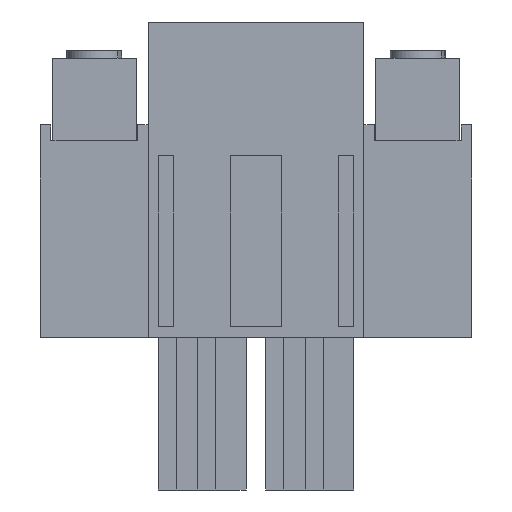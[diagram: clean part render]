
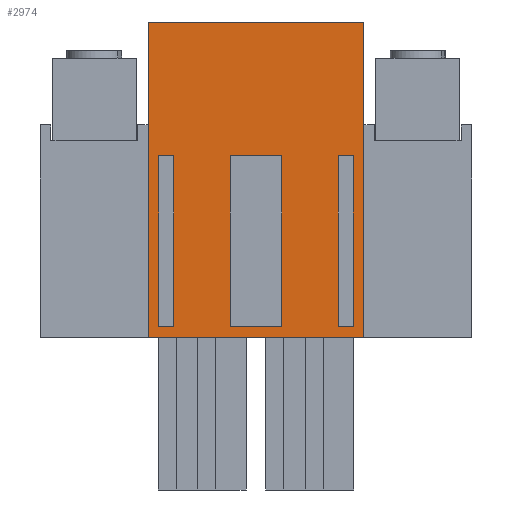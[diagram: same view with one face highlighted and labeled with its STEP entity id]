
A CAD part, front view. The second image highlights one B-rep face of the part: STEP entity #2974.
In plain terms, the highlighted planar face has unit normal (0, -1, 0).
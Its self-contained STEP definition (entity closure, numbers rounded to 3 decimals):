
#2852=AXIS2_PLACEMENT_3D('Plane Axis2P3D',#2849,#2850,#2851) ;
#1914=CARTESIAN_POINT('Vertex',(30.48,0.,14.4)) ;
#1917=CARTESIAN_POINT('Line Origine',(20.32,0.,14.4)) ;
#1921=CARTESIAN_POINT('Vertex',(10.16,0.,14.4)) ;
#2608=CARTESIAN_POINT('Vertex',(30.48,0.,44.1)) ;
#2611=CARTESIAN_POINT('Line Origine',(30.48,0.,29.25)) ;
#2849=CARTESIAN_POINT('Axis2P3D Location',(10.16,0.,44.1)) ;
#2854=CARTESIAN_POINT('Line Origine',(10.16,0.,29.25)) ;
#2858=CARTESIAN_POINT('Vertex',(10.16,0.,44.1)) ;
#2861=CARTESIAN_POINT('Line Origine',(20.32,0.,44.1)) ;
#2872=CARTESIAN_POINT('Line Origine',(29.48,0.,23.45)) ;
#2876=CARTESIAN_POINT('Vertex',(29.48,0.,15.4)) ;
#2878=CARTESIAN_POINT('Vertex',(29.48,0.,31.5)) ;
#2881=CARTESIAN_POINT('Line Origine',(28.765,0.,15.4)) ;
#2885=CARTESIAN_POINT('Vertex',(28.05,0.,15.4)) ;
#2888=CARTESIAN_POINT('Line Origine',(28.05,0.,23.45)) ;
#2892=CARTESIAN_POINT('Vertex',(28.05,0.,31.5)) ;
#2895=CARTESIAN_POINT('Line Origine',(28.765,0.,31.5)) ;
#2906=CARTESIAN_POINT('Line Origine',(22.75,0.,23.45)) ;
#2910=CARTESIAN_POINT('Vertex',(22.75,0.,15.4)) ;
#2912=CARTESIAN_POINT('Vertex',(22.75,0.,31.5)) ;
#2915=CARTESIAN_POINT('Line Origine',(20.32,0.,15.4)) ;
#2919=CARTESIAN_POINT('Vertex',(17.89,0.,15.4)) ;
#2922=CARTESIAN_POINT('Line Origine',(17.89,0.,23.45)) ;
#2926=CARTESIAN_POINT('Vertex',(17.89,0.,31.5)) ;
#2929=CARTESIAN_POINT('Line Origine',(20.32,0.,31.5)) ;
#2940=CARTESIAN_POINT('Line Origine',(12.59,0.,23.45)) ;
#2944=CARTESIAN_POINT('Vertex',(12.59,0.,15.4)) ;
#2946=CARTESIAN_POINT('Vertex',(12.59,0.,31.5)) ;
#2949=CARTESIAN_POINT('Line Origine',(11.875,0.,15.4)) ;
#2953=CARTESIAN_POINT('Vertex',(11.16,0.,15.4)) ;
#2956=CARTESIAN_POINT('Line Origine',(11.16,0.,23.45)) ;
#2960=CARTESIAN_POINT('Vertex',(11.16,0.,31.5)) ;
#2963=CARTESIAN_POINT('Line Origine',(11.875,0.,31.5)) ;
#1918=DIRECTION('Vector Direction',(1.,0.,0.)) ;
#2612=DIRECTION('Vector Direction',(0.,0.,-1.)) ;
#2850=DIRECTION('Axis2P3D Direction',(0.,-1.,0.)) ;
#2851=DIRECTION('Axis2P3D XDirection',(0.,0.,-1.)) ;
#2855=DIRECTION('Vector Direction',(0.,0.,-1.)) ;
#2862=DIRECTION('Vector Direction',(1.,0.,0.)) ;
#2873=DIRECTION('Vector Direction',(0.,0.,-1.)) ;
#2882=DIRECTION('Vector Direction',(-1.,0.,0.)) ;
#2889=DIRECTION('Vector Direction',(0.,0.,1.)) ;
#2896=DIRECTION('Vector Direction',(1.,0.,0.)) ;
#2907=DIRECTION('Vector Direction',(0.,0.,1.)) ;
#2916=DIRECTION('Vector Direction',(-1.,0.,0.)) ;
#2923=DIRECTION('Vector Direction',(0.,0.,-1.)) ;
#2930=DIRECTION('Vector Direction',(-1.,0.,0.)) ;
#2941=DIRECTION('Vector Direction',(0.,0.,1.)) ;
#2950=DIRECTION('Vector Direction',(1.,0.,0.)) ;
#2957=DIRECTION('Vector Direction',(0.,0.,1.)) ;
#2964=DIRECTION('Vector Direction',(1.,0.,0.)) ;
#1919=VECTOR('Line Direction',#1918,1.) ;
#2613=VECTOR('Line Direction',#2612,1.) ;
#2856=VECTOR('Line Direction',#2855,1.) ;
#2863=VECTOR('Line Direction',#2862,1.) ;
#2874=VECTOR('Line Direction',#2873,1.) ;
#2883=VECTOR('Line Direction',#2882,1.) ;
#2890=VECTOR('Line Direction',#2889,1.) ;
#2897=VECTOR('Line Direction',#2896,1.) ;
#2908=VECTOR('Line Direction',#2907,1.) ;
#2917=VECTOR('Line Direction',#2916,1.) ;
#2924=VECTOR('Line Direction',#2923,1.) ;
#2931=VECTOR('Line Direction',#2930,1.) ;
#2942=VECTOR('Line Direction',#2941,1.) ;
#2951=VECTOR('Line Direction',#2950,1.) ;
#2958=VECTOR('Line Direction',#2957,1.) ;
#2965=VECTOR('Line Direction',#2964,1.) ;
#2867=ORIENTED_EDGE('',*,*,#2860,.F.) ;
#2868=ORIENTED_EDGE('',*,*,#1923,.T.) ;
#2869=ORIENTED_EDGE('',*,*,#2615,.F.) ;
#2870=ORIENTED_EDGE('',*,*,#2865,.F.) ;
#2901=ORIENTED_EDGE('',*,*,#2880,.F.) ;
#2902=ORIENTED_EDGE('',*,*,#2887,.F.) ;
#2903=ORIENTED_EDGE('',*,*,#2894,.F.) ;
#2904=ORIENTED_EDGE('',*,*,#2899,.F.) ;
#2935=ORIENTED_EDGE('',*,*,#2914,.F.) ;
#2936=ORIENTED_EDGE('',*,*,#2921,.F.) ;
#2937=ORIENTED_EDGE('',*,*,#2928,.F.) ;
#2938=ORIENTED_EDGE('',*,*,#2933,.F.) ;
#2969=ORIENTED_EDGE('',*,*,#2948,.F.) ;
#2970=ORIENTED_EDGE('',*,*,#2955,.F.) ;
#2971=ORIENTED_EDGE('',*,*,#2962,.F.) ;
#2972=ORIENTED_EDGE('',*,*,#2967,.F.) ;
#2905=FACE_BOUND('',#2900,.T.) ;
#2939=FACE_BOUND('',#2934,.T.) ;
#2973=FACE_BOUND('',#2968,.T.) ;
#2974=ADVANCED_FACE('HOUSING.2',(#2871,#2905,#2939,#2973),#2853,.T.) ;
#1923=EDGE_CURVE('',#1922,#1915,#1920,.T.) ;
#2615=EDGE_CURVE('',#2609,#1915,#2614,.T.) ;
#2860=EDGE_CURVE('',#1922,#2859,#2857,.F.) ;
#2865=EDGE_CURVE('',#2859,#2609,#2864,.T.) ;
#2880=EDGE_CURVE('',#2877,#2879,#2875,.F.) ;
#2887=EDGE_CURVE('',#2886,#2877,#2884,.F.) ;
#2894=EDGE_CURVE('',#2893,#2886,#2891,.F.) ;
#2899=EDGE_CURVE('',#2879,#2893,#2898,.F.) ;
#2914=EDGE_CURVE('',#2911,#2913,#2909,.T.) ;
#2921=EDGE_CURVE('',#2920,#2911,#2918,.F.) ;
#2928=EDGE_CURVE('',#2927,#2920,#2925,.T.) ;
#2933=EDGE_CURVE('',#2913,#2927,#2932,.T.) ;
#2948=EDGE_CURVE('',#2945,#2947,#2943,.T.) ;
#2955=EDGE_CURVE('',#2954,#2945,#2952,.T.) ;
#2962=EDGE_CURVE('',#2961,#2954,#2959,.F.) ;
#2967=EDGE_CURVE('',#2947,#2961,#2966,.F.) ;
#2866=EDGE_LOOP('',(#2867,#2868,#2869,#2870)) ;
#2900=EDGE_LOOP('',(#2901,#2902,#2903,#2904)) ;
#2934=EDGE_LOOP('',(#2935,#2936,#2937,#2938)) ;
#2968=EDGE_LOOP('',(#2969,#2970,#2971,#2972)) ;
#2871=FACE_OUTER_BOUND('',#2866,.T.) ;
#1920=LINE('Line',#1917,#1919) ;
#2614=LINE('Line',#2611,#2613) ;
#2857=LINE('Line',#2854,#2856) ;
#2864=LINE('Line',#2861,#2863) ;
#2875=LINE('Line',#2872,#2874) ;
#2884=LINE('Line',#2881,#2883) ;
#2891=LINE('Line',#2888,#2890) ;
#2898=LINE('Line',#2895,#2897) ;
#2909=LINE('Line',#2906,#2908) ;
#2918=LINE('Line',#2915,#2917) ;
#2925=LINE('Line',#2922,#2924) ;
#2932=LINE('Line',#2929,#2931) ;
#2943=LINE('Line',#2940,#2942) ;
#2952=LINE('Line',#2949,#2951) ;
#2959=LINE('Line',#2956,#2958) ;
#2966=LINE('Line',#2963,#2965) ;
#2853=PLANE('',#2852) ;
#1915=VERTEX_POINT('',#1914) ;
#1922=VERTEX_POINT('',#1921) ;
#2609=VERTEX_POINT('',#2608) ;
#2859=VERTEX_POINT('',#2858) ;
#2877=VERTEX_POINT('',#2876) ;
#2879=VERTEX_POINT('',#2878) ;
#2886=VERTEX_POINT('',#2885) ;
#2893=VERTEX_POINT('',#2892) ;
#2911=VERTEX_POINT('',#2910) ;
#2913=VERTEX_POINT('',#2912) ;
#2920=VERTEX_POINT('',#2919) ;
#2927=VERTEX_POINT('',#2926) ;
#2945=VERTEX_POINT('',#2944) ;
#2947=VERTEX_POINT('',#2946) ;
#2954=VERTEX_POINT('',#2953) ;
#2961=VERTEX_POINT('',#2960) ;
